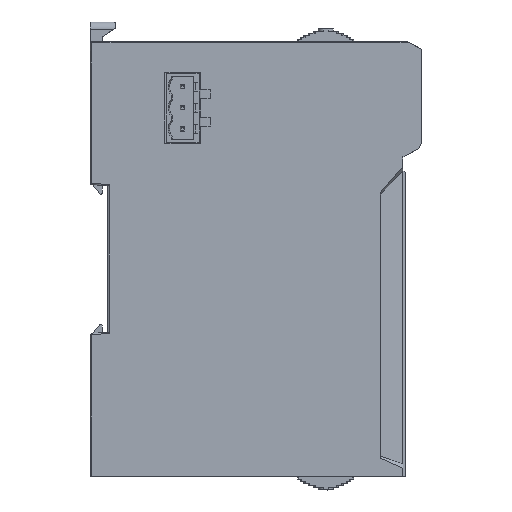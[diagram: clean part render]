
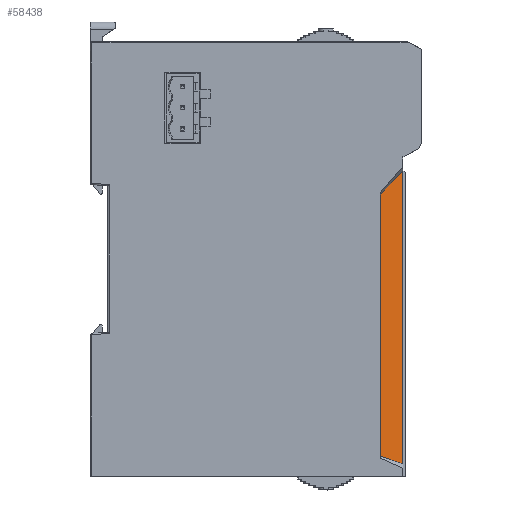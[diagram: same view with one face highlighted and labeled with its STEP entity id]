
A CAD part, left-side view. The second image highlights one B-rep face of the part: STEP entity #58438.
In plain terms, the highlighted planar face has unit normal (-0.991, -0.135, 0).
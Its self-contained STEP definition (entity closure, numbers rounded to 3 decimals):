
#2311 = DIRECTION ( 'NONE',  ( 0., 0., 1. ) ) ;
#2653 = CARTESIAN_POINT ( 'NONE',  ( 350.901, -1225.416, 49.572 ) ) ;
#6020 = CARTESIAN_POINT ( 'NONE',  ( 351.651, -1230.916, 16.142 ) ) ;
#6371 = PLANE ( 'NONE',  #69490 ) ;
#9773 = EDGE_LOOP ( 'NONE', ( #92843, #21276, #16165, #42348 ) ) ;
#12109 = CARTESIAN_POINT ( 'NONE',  ( 351.651, -1230.916, 87.071 ) ) ;
#15663 = CARTESIAN_POINT ( 'NONE',  ( 351.651, -1230.916, 87.071 ) ) ;
#15686 = EDGE_CURVE ( 'NONE', #100798, #61299, #54729, .T. ) ;
#16165 = ORIENTED_EDGE ( 'NONE', *, *, #15686, .F. ) ;
#21064 = FACE_OUTER_BOUND ( 'NONE', #9773, .T. ) ;
#21276 = ORIENTED_EDGE ( 'NONE', *, *, #99928, .F. ) ;
#24495 = B_SPLINE_CURVE_WITH_KNOTS ( 'NONE', 1,
 ( #78984, #15663 ),
 .UNSPECIFIED., .F., .F.,
 ( 2, 2 ),
 ( 0., 1. ),
 .UNSPECIFIED. ) ;
#37389 = DIRECTION ( 'NONE',  ( 0.128, -0.937, -0.324 ) ) ;
#42348 = ORIENTED_EDGE ( 'NONE', *, *, #76110, .F. ) ;
#44369 = CARTESIAN_POINT ( 'NONE',  ( 351.651, -1230.916, 87.071 ) ) ;
#44488 = CARTESIAN_POINT ( 'NONE',  ( 351.651, -1230.916, 63.428 ) ) ;
#44851 = VERTEX_POINT ( 'NONE', #6020 ) ;
#45454 = CARTESIAN_POINT ( 'NONE',  ( 350.901, -1225.416, 18.041 ) ) ;
#45663 = DIRECTION ( 'NONE',  ( -0.991, -0.135, 0. ) ) ;
#48838 = CARTESIAN_POINT ( 'NONE',  ( 350.901, -1225.416, 81.106 ) ) ;
#50350 = B_SPLINE_CURVE_WITH_KNOTS ( 'NONE', 1,
 ( #98186, #98533 ),
 .UNSPECIFIED., .F., .F.,
 ( 2, 2 ),
 ( 0., 6.001 ),
 .UNSPECIFIED. ) ;
#54729 = LINE ( 'NONE', #2653, #92815 ) ;
#56902 = B_SPLINE_CURVE_WITH_KNOTS ( 'NONE', 3,
 ( #12109, #44488, #83013, #91611 ),
 .UNSPECIFIED., .F., .F.,
 ( 4, 4 ),
 ( 0., 1. ),
 .UNSPECIFIED. ) ;
#58438 = ADVANCED_FACE ( 'NONE', ( #21064 ), #6371, .T. ) ;
#61299 = VERTEX_POINT ( 'NONE', #48838 ) ;
#69490 = AXIS2_PLACEMENT_3D ( 'NONE', #75904, #45663, #37389 ) ;
#75904 = CARTESIAN_POINT ( 'NONE',  ( 350.901, -1225.416, -1.495 ) ) ;
#76110 = EDGE_CURVE ( 'NONE', #44851, #100798, #50350, .T. ) ;
#78984 = CARTESIAN_POINT ( 'NONE',  ( 350.901, -1225.416, 81.106 ) ) ;
#81660 = VERTEX_POINT ( 'NONE', #44369 ) ;
#83013 = CARTESIAN_POINT ( 'NONE',  ( 351.651, -1230.916, 39.785 ) ) ;
#91611 = CARTESIAN_POINT ( 'NONE',  ( 351.651, -1230.916, 16.142 ) ) ;
#92815 = VECTOR ( 'NONE', #2311, 1000. ) ;
#92843 = ORIENTED_EDGE ( 'NONE', *, *, #97066, .F. ) ;
#97066 = EDGE_CURVE ( 'NONE', #81660, #44851, #56902, .T. ) ;
#98186 = CARTESIAN_POINT ( 'NONE',  ( 351.651, -1230.916, 16.142 ) ) ;
#98533 = CARTESIAN_POINT ( 'NONE',  ( 350.901, -1225.416, 18.041 ) ) ;
#99928 = EDGE_CURVE ( 'NONE', #61299, #81660, #24495, .T. ) ;
#100798 = VERTEX_POINT ( 'NONE', #45454 ) ;
